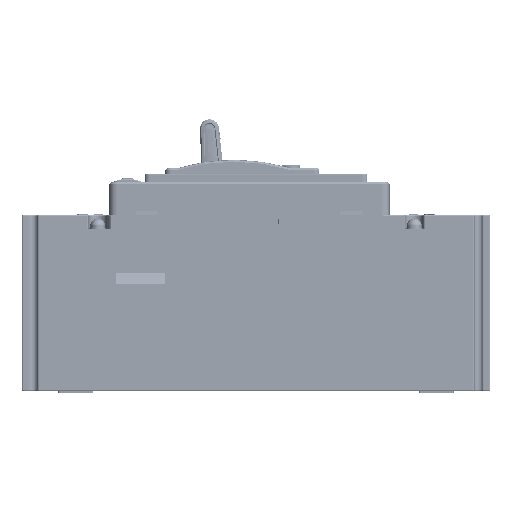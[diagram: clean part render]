
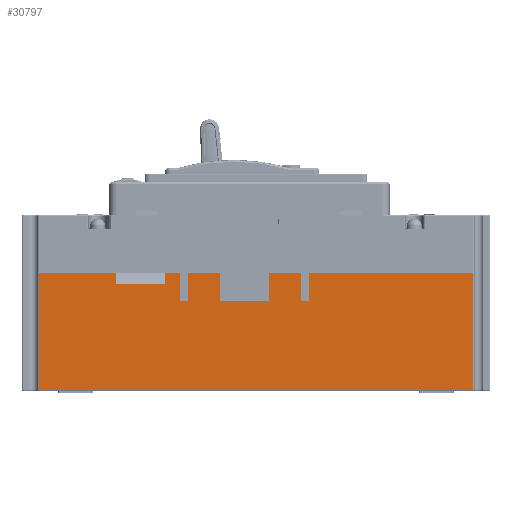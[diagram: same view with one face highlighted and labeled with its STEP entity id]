
A CAD part, front view. The second image highlights one B-rep face of the part: STEP entity #30797.
In plain terms, the highlighted planar face has unit normal (0, -1, 0).
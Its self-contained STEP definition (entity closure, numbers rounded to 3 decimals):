
#5935=PLANE('',#117122);
#13935=LINE('',#193667,#23675);
#13939=LINE('',#193675,#23679);
#14264=LINE('',#194601,#24004);
#14268=LINE('',#194611,#24008);
#14271=LINE('',#194619,#24011);
#14273=LINE('',#194623,#24013);
#14277=LINE('',#194633,#24017);
#14280=LINE('',#194641,#24020);
#14281=LINE('',#194643,#24021);
#14284=LINE('',#194651,#24024);
#14287=LINE('',#194659,#24027);
#14289=LINE('',#194666,#24029);
#14294=LINE('',#194675,#24034);
#14298=LINE('',#194683,#24038);
#14299=LINE('',#194684,#24039);
#14301=LINE('',#194688,#24041);
#14302=LINE('',#194690,#24042);
#14304=LINE('',#194694,#24044);
#14305=LINE('',#194696,#24045);
#14612=LINE('',#195531,#24352);
#23675=VECTOR('',#141289,1.);
#23679=VECTOR('',#141293,1.);
#24004=VECTOR('',#142128,1.);
#24008=VECTOR('',#142138,1.);
#24011=VECTOR('',#142147,1.);
#24013=VECTOR('',#142151,1.);
#24017=VECTOR('',#142161,1.);
#24020=VECTOR('',#142170,1.);
#24021=VECTOR('',#142173,1.);
#24024=VECTOR('',#142182,1.);
#24027=VECTOR('',#142191,1.);
#24029=VECTOR('',#142197,1.);
#24034=VECTOR('',#142208,1.);
#24038=VECTOR('',#142212,1.);
#24039=VECTOR('',#142213,1.);
#24041=VECTOR('',#142217,1.);
#24042=VECTOR('',#142220,1.);
#24044=VECTOR('',#142224,1.);
#24045=VECTOR('',#142227,1.);
#24352=VECTOR('',#143094,1.);
#30797=ADVANCED_FACE('',(#38042),#5935,.T.);
#38042=FACE_OUTER_BOUND('',#44547,.T.);
#44547=EDGE_LOOP('',(#71580,#71581,#71582,#71583,#71584,#71585,#71586,#71587,
#71588,#71589,#71590,#71591,#71592,#71593,#71594,#71595,#71596,#71597,#71598,
#71599,#71600,#71601,#71602,#71603,#71604,#71605));
#71580=ORIENTED_EDGE('',*,*,#101397,.F.);
#71581=ORIENTED_EDGE('',*,*,#101395,.T.);
#71582=ORIENTED_EDGE('',*,*,#101394,.T.);
#71583=ORIENTED_EDGE('',*,*,#101387,.T.);
#71584=ORIENTED_EDGE('',*,*,#101380,.T.);
#71585=ORIENTED_EDGE('',*,*,#101805,.T.);
#71586=ORIENTED_EDGE('',*,*,#101398,.T.);
#71587=ORIENTED_EDGE('',*,*,#100922,.F.);
#71588=ORIENTED_EDGE('',*,*,#101377,.T.);
#71589=ORIENTED_EDGE('',*,*,#101375,.T.);
#71590=ORIENTED_EDGE('',*,*,#101373,.F.);
#71591=ORIENTED_EDGE('',*,*,#101371,.T.);
#71592=ORIENTED_EDGE('',*,*,#101369,.F.);
#71593=ORIENTED_EDGE('',*,*,#100918,.F.);
#71594=ORIENTED_EDGE('',*,*,#101368,.F.);
#71595=ORIENTED_EDGE('',*,*,#101366,.T.);
#71596=ORIENTED_EDGE('',*,*,#101364,.T.);
#71597=ORIENTED_EDGE('',*,*,#101362,.T.);
#71598=ORIENTED_EDGE('',*,*,#101359,.T.);
#71599=ORIENTED_EDGE('',*,*,#101392,.F.);
#71600=ORIENTED_EDGE('',*,*,#101357,.T.);
#71601=ORIENTED_EDGE('',*,*,#101355,.T.);
#71602=ORIENTED_EDGE('',*,*,#101353,.F.);
#71603=ORIENTED_EDGE('',*,*,#101351,.T.);
#71604=ORIENTED_EDGE('',*,*,#101348,.F.);
#71605=ORIENTED_EDGE('',*,*,#101391,.T.);
#86936=VERTEX_POINT('',#193666);
#86937=VERTEX_POINT('',#193668);
#86940=VERTEX_POINT('',#193674);
#86941=VERTEX_POINT('',#193676);
#87205=VERTEX_POINT('',#194602);
#87206=VERTEX_POINT('',#194603);
#87207=VERTEX_POINT('',#194608);
#87208=VERTEX_POINT('',#194612);
#87209=VERTEX_POINT('',#194616);
#87210=VERTEX_POINT('',#194620);
#87211=VERTEX_POINT('',#194624);
#87212=VERTEX_POINT('',#194625);
#87213=VERTEX_POINT('',#194630);
#87214=VERTEX_POINT('',#194634);
#87215=VERTEX_POINT('',#194638);
#87216=VERTEX_POINT('',#194644);
#87217=VERTEX_POINT('',#194648);
#87218=VERTEX_POINT('',#194652);
#87219=VERTEX_POINT('',#194656);
#87222=VERTEX_POINT('',#194665);
#87223=VERTEX_POINT('',#194667);
#87224=VERTEX_POINT('',#194676);
#87227=VERTEX_POINT('',#194682);
#87228=VERTEX_POINT('',#194687);
#87229=VERTEX_POINT('',#194691);
#87230=VERTEX_POINT('',#194697);
#100918=EDGE_CURVE('',#86936,#86937,#13935,.T.);
#100922=EDGE_CURVE('',#86940,#86941,#13939,.T.);
#101348=EDGE_CURVE('',#87205,#87206,#14264,.T.);
#101351=EDGE_CURVE('',#87207,#87206,#108214,.T.);
#101353=EDGE_CURVE('',#87207,#87208,#14268,.T.);
#101355=EDGE_CURVE('',#87209,#87208,#108215,.T.);
#101357=EDGE_CURVE('',#87210,#87209,#14271,.T.);
#101359=EDGE_CURVE('',#87211,#87212,#14273,.T.);
#101362=EDGE_CURVE('',#87213,#87211,#108216,.T.);
#101364=EDGE_CURVE('',#87214,#87213,#14277,.T.);
#101366=EDGE_CURVE('',#87215,#87214,#108217,.T.);
#101368=EDGE_CURVE('',#87215,#86936,#14280,.T.);
#101369=EDGE_CURVE('',#86937,#87216,#14281,.T.);
#101371=EDGE_CURVE('',#87217,#87216,#108218,.T.);
#101373=EDGE_CURVE('',#87217,#87218,#14284,.T.);
#101375=EDGE_CURVE('',#87219,#87218,#108219,.T.);
#101377=EDGE_CURVE('',#86940,#87219,#14287,.T.);
#101380=EDGE_CURVE('',#87223,#87222,#14289,.T.);
#101387=EDGE_CURVE('',#87224,#87223,#14294,.T.);
#101391=EDGE_CURVE('',#87205,#87227,#14298,.T.);
#101392=EDGE_CURVE('',#87210,#87212,#14299,.T.);
#101394=EDGE_CURVE('',#87228,#87224,#14301,.T.);
#101395=EDGE_CURVE('',#87229,#87228,#14302,.T.);
#101397=EDGE_CURVE('',#87229,#87227,#14304,.T.);
#101398=EDGE_CURVE('',#87230,#86941,#14305,.T.);
#101805=EDGE_CURVE('',#87222,#87230,#14612,.T.);
#108214=CIRCLE('',#116814,0.5);
#108215=CIRCLE('',#116817,0.5);
#108216=CIRCLE('',#116821,0.5);
#108217=CIRCLE('',#116824,0.5);
#108218=CIRCLE('',#116828,0.5);
#108219=CIRCLE('',#116831,0.5);
#116814=AXIS2_PLACEMENT_3D('',#194607,#142133,#142134);
#116817=AXIS2_PLACEMENT_3D('',#194615,#142142,#142143);
#116821=AXIS2_PLACEMENT_3D('',#194629,#142156,#142157);
#116824=AXIS2_PLACEMENT_3D('',#194637,#142165,#142166);
#116828=AXIS2_PLACEMENT_3D('',#194647,#142177,#142178);
#116831=AXIS2_PLACEMENT_3D('',#194655,#142186,#142187);
#117122=AXIS2_PLACEMENT_3D('',#195532,#143095,#143096);
#141289=DIRECTION('',(1.,0.,0.));
#141293=DIRECTION('',(1.,0.,0.));
#142128=DIRECTION('',(0.,0.,-1.));
#142133=DIRECTION('',(0.,1.,0.));
#142134=DIRECTION('',(1.,0.,0.));
#142138=DIRECTION('',(1.,0.,0.));
#142142=DIRECTION('',(0.,1.,0.));
#142143=DIRECTION('',(1.,0.,0.));
#142147=DIRECTION('',(0.,0.,-1.));
#142151=DIRECTION('',(0.,0.,1.));
#142156=DIRECTION('',(0.,1.,0.));
#142157=DIRECTION('',(1.,0.,0.));
#142161=DIRECTION('',(-1.,0.,0.));
#142165=DIRECTION('',(0.,1.,0.));
#142166=DIRECTION('',(1.,0.,0.));
#142170=DIRECTION('',(0.,0.,1.));
#142173=DIRECTION('',(0.,0.,-1.));
#142177=DIRECTION('',(0.,1.,0.));
#142178=DIRECTION('',(1.,0.,0.));
#142182=DIRECTION('',(1.,0.,0.));
#142186=DIRECTION('',(0.,1.,0.));
#142187=DIRECTION('',(1.,0.,0.));
#142191=DIRECTION('',(0.,0.,-1.));
#142197=DIRECTION('',(0.,0.,-1.));
#142208=DIRECTION('',(-1.,0.,0.));
#142212=DIRECTION('',(-1.,0.,0.));
#142213=DIRECTION('',(1.,0.,0.));
#142217=DIRECTION('',(0.,0.,1.));
#142220=DIRECTION('',(-1.,0.,0.));
#142224=DIRECTION('',(0.,0.,1.));
#142227=DIRECTION('',(0.,0.,1.));
#143094=DIRECTION('',(1.,0.,0.));
#143095=DIRECTION('',(0.,-1.,0.));
#143096=DIRECTION('',(0.,0.,-1.));
#193666=CARTESIAN_POINT('',(290.666,-175.,-3.));
#193667=CARTESIAN_POINT('',(200.766,-175.,-3.));
#193668=CARTESIAN_POINT('',(302.166,-175.,-3.));
#193674=CARTESIAN_POINT('',(305.166,-175.,-3.));
#193675=CARTESIAN_POINT('',(200.766,-175.,-3.));
#193676=CARTESIAN_POINT('',(364.572,-175.,-3.));
#194601=CARTESIAN_POINT('',(258.166,-175.,-2.));
#194602=CARTESIAN_POINT('',(258.166,-175.,-3.));
#194603=CARTESIAN_POINT('',(258.166,-175.,-12.8));
#194607=CARTESIAN_POINT('',(258.666,-175.,-12.8));
#194608=CARTESIAN_POINT('',(258.666,-175.,-13.3));
#194611=CARTESIAN_POINT('',(200.766,-175.,-13.3));
#194612=CARTESIAN_POINT('',(260.666,-175.,-13.3));
#194615=CARTESIAN_POINT('',(260.666,-175.,-12.8));
#194616=CARTESIAN_POINT('',(261.166,-175.,-12.8));
#194619=CARTESIAN_POINT('',(261.166,-175.,-3.));
#194620=CARTESIAN_POINT('',(261.166,-175.,-3.));
#194623=CARTESIAN_POINT('',(272.666,-175.,-104.97));
#194624=CARTESIAN_POINT('',(272.666,-175.,-12.8));
#194625=CARTESIAN_POINT('',(272.666,-175.,-3.));
#194629=CARTESIAN_POINT('',(273.166,-175.,-12.8));
#194630=CARTESIAN_POINT('',(273.166,-175.,-13.3));
#194633=CARTESIAN_POINT('',(290.366,-175.,-13.3));
#194634=CARTESIAN_POINT('',(290.166,-175.,-13.3));
#194637=CARTESIAN_POINT('',(290.166,-175.,-12.8));
#194638=CARTESIAN_POINT('',(290.666,-175.,-12.8));
#194641=CARTESIAN_POINT('',(290.666,-175.,-104.97));
#194643=CARTESIAN_POINT('',(302.166,-175.,-2.));
#194644=CARTESIAN_POINT('',(302.166,-175.,-12.8));
#194647=CARTESIAN_POINT('',(302.666,-175.,-12.8));
#194648=CARTESIAN_POINT('',(302.666,-175.,-13.3));
#194651=CARTESIAN_POINT('',(200.766,-175.,-13.3));
#194652=CARTESIAN_POINT('',(304.666,-175.,-13.3));
#194655=CARTESIAN_POINT('',(304.666,-175.,-12.8));
#194656=CARTESIAN_POINT('',(305.166,-175.,-12.8));
#194659=CARTESIAN_POINT('',(305.166,-175.,-3.));
#194665=CARTESIAN_POINT('',(206.96,-175.,-45.5));
#194666=CARTESIAN_POINT('',(206.96,-175.,-402.));
#194667=CARTESIAN_POINT('',(206.96,-175.,-3.));
#194675=CARTESIAN_POINT('',(200.766,-175.,-3.));
#194676=CARTESIAN_POINT('',(234.766,-175.,-3.));
#194682=CARTESIAN_POINT('',(252.766,-175.,-3.));
#194683=CARTESIAN_POINT('',(200.766,-175.,-3.));
#194684=CARTESIAN_POINT('',(200.766,-175.,-3.));
#194687=CARTESIAN_POINT('',(234.766,-175.,-7.));
#194688=CARTESIAN_POINT('',(234.766,-175.,-8.));
#194690=CARTESIAN_POINT('',(252.766,-175.,-7.));
#194691=CARTESIAN_POINT('',(252.766,-175.,-7.));
#194694=CARTESIAN_POINT('',(252.766,-175.,-8.));
#194696=CARTESIAN_POINT('',(364.572,-175.,-402.));
#194697=CARTESIAN_POINT('',(364.572,-175.,-45.5));
#195531=CARTESIAN_POINT('',(200.766,-175.,-45.5));
#195532=CARTESIAN_POINT('',(200.766,-175.,-5.));
